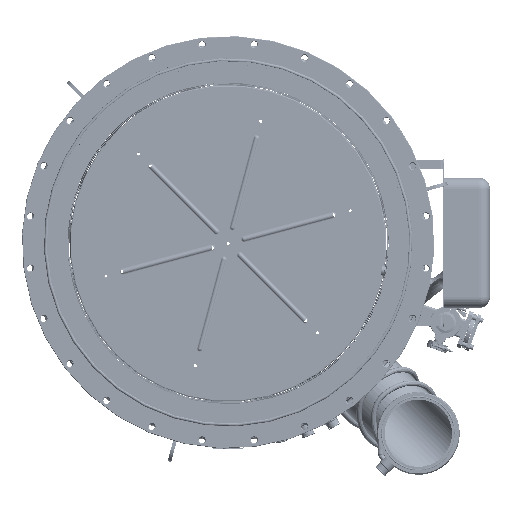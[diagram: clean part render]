
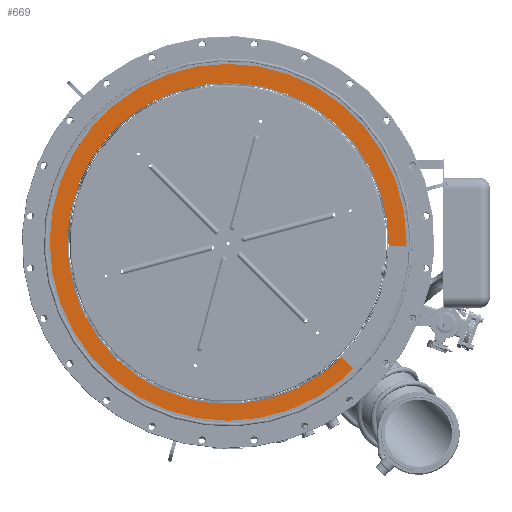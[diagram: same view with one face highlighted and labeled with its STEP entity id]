
A CAD part, top view. The second image highlights one B-rep face of the part: STEP entity #669.
In plain terms, the highlighted planar face has unit normal (0, 0, -1).
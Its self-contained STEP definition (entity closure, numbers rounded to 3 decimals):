
#669=ADVANCED_FACE('',(#64084),#64086,.F.);
#64084=FACE_BOUND('',#64085,.T.);
#64085=EDGE_LOOP('',(#99681,#99682,#99683,#99684));
#64086=PLANE('',#64087);
#64087=AXIS2_PLACEMENT_3D('',#64088,#64089,#64090);
#64088=CARTESIAN_POINT('',(0.,0.,-1457.7));
#64089=DIRECTION('',(0.,0.,1.));
#64090=DIRECTION('',(0.391,0.921,0.));
#99681=ORIENTED_EDGE('',*,*,#103106,.F.);
#99682=ORIENTED_EDGE('',*,*,#103118,.F.);
#99683=ORIENTED_EDGE('',*,*,#103119,.F.);
#99684=ORIENTED_EDGE('',*,*,#103070,.F.);
#103070=EDGE_CURVE('',#107149,#107151,#107152,.T.);
#103106=EDGE_CURVE('',#107210,#107149,#107211,.T.);
#103118=EDGE_CURVE('',#107229,#107210,#107230,.T.);
#103119=EDGE_CURVE('',#107151,#107229,#107231,.T.);
#107149=VERTEX_POINT('',#133261);
#107151=VERTEX_POINT('',#133265);
#107152=CIRCLE('',#133266,420.);
#107210=VERTEX_POINT('',#133406);
#107211=LINE('',#133407,#133408);
#107229=VERTEX_POINT('',#133451);
#107230=CIRCLE('',#133452,358.);
#107231=LINE('',#133456,#133457);
#133261=CARTESIAN_POINT('',(419.936,-7.33,-1457.7));
#133265=CARTESIAN_POINT('',(296.985,-296.985,-1457.7));
#133266=AXIS2_PLACEMENT_3D('',#133267,#133268,#133269);
#133267=CARTESIAN_POINT('',(0.,0.,-1457.7));
#133268=DIRECTION('',(0.,0.,1.));
#133269=DIRECTION('',(1.,-0.017,0.));
#133406=CARTESIAN_POINT('',(357.945,-6.248,-1457.7));
#133407=CARTESIAN_POINT('',(357.945,-6.248,-1457.7));
#133408=VECTOR('',#133409,1.);
#133409=DIRECTION('',(1.,-0.017,0.));
#133451=CARTESIAN_POINT('',(253.144,-253.144,-1457.7));
#133452=AXIS2_PLACEMENT_3D('',#133453,#133454,#133455);
#133453=CARTESIAN_POINT('',(0.,0.,-1457.7));
#133454=DIRECTION('',(0.,0.,-1.));
#133455=DIRECTION('',(0.707,-0.707,0.));
#133456=CARTESIAN_POINT('',(296.985,-296.985,-1457.7));
#133457=VECTOR('',#133458,1.);
#133458=DIRECTION('',(-0.707,0.707,0.));
